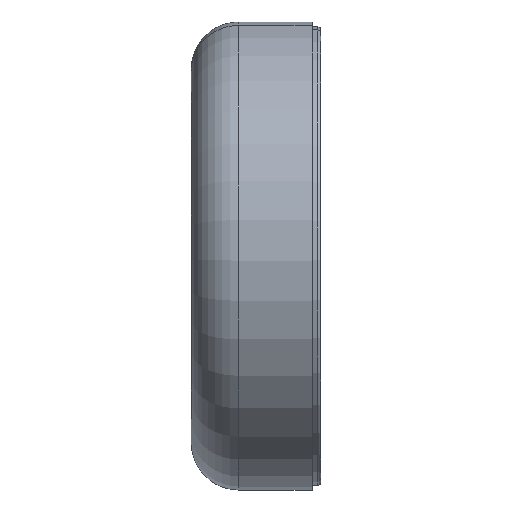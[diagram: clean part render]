
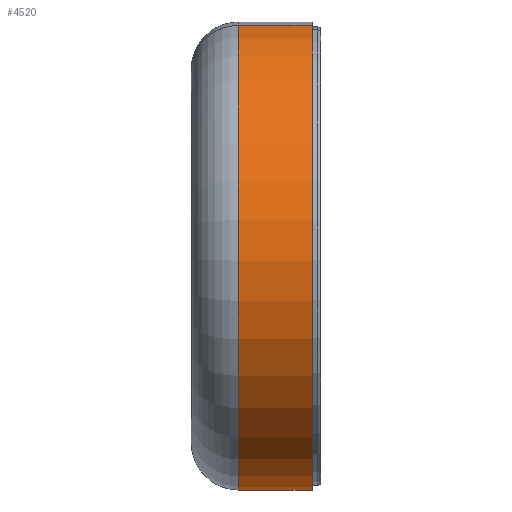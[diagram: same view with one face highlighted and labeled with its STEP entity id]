
A CAD part, left-side view. The second image highlights one B-rep face of the part: STEP entity #4520.
In plain terms, the highlighted cylindrical face has radius 50 mm (diameter 100 mm), a partial arc.
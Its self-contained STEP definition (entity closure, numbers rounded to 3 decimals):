
#235 = DIRECTION ( 'NONE',  ( 0., -1., 0. ) ) ;
#306 = CYLINDRICAL_SURFACE ( 'NONE', #2655, 50. ) ;
#803 = VECTOR ( 'NONE', #235, 1000. ) ;
#885 = CARTESIAN_POINT ( 'NONE',  ( -75., 35., 5. ) ) ;
#923 = ORIENTED_EDGE ( 'NONE', *, *, #3586, .F. ) ;
#1009 = VERTEX_POINT ( 'NONE', #2474 ) ;
#1045 = DIRECTION ( 'NONE',  ( 0., -1., 0. ) ) ;
#1213 = EDGE_CURVE ( 'NONE', #3920, #4231, #2110, .T. ) ;
#1294 = CARTESIAN_POINT ( 'NONE',  ( -75., 19.3, 5. ) ) ;
#1329 = CARTESIAN_POINT ( 'NONE',  ( -75., 35., -45. ) ) ;
#1583 = DIRECTION ( 'NONE',  ( 0., -1., 0. ) ) ;
#1630 = VECTOR ( 'NONE', #2205, 1000. ) ;
#1844 = ORIENTED_EDGE ( 'NONE', *, *, #1213, .T. ) ;
#1846 = CARTESIAN_POINT ( 'NONE',  ( -85.906, 45., 53.796 ) ) ;
#2110 = CIRCLE ( 'NONE', #3761, 50. ) ;
#2205 = DIRECTION ( 'NONE',  ( 0., -1., 0. ) ) ;
#2418 = LINE ( 'NONE', #3839, #803 ) ;
#2474 = CARTESIAN_POINT ( 'NONE',  ( -85.906, 19.3, 53.796 ) ) ;
#2655 = AXIS2_PLACEMENT_3D ( 'NONE', #3866, #1045, #3214 ) ;
#2745 = AXIS2_PLACEMENT_3D ( 'NONE', #1294, #2971, #3374 ) ;
#2945 = VERTEX_POINT ( 'NONE', #4623 ) ;
#2971 = DIRECTION ( 'NONE',  ( 0., -1., 0. ) ) ;
#3042 = ORIENTED_EDGE ( 'NONE', *, *, #3733, .T. ) ;
#3214 = DIRECTION ( 'NONE',  ( 0., 0., -1. ) ) ;
#3295 = EDGE_CURVE ( 'NONE', #3920, #1009, #3976, .T. ) ;
#3374 = DIRECTION ( 'NONE',  ( -0.218, 0., 0.976 ) ) ;
#3522 = FACE_OUTER_BOUND ( 'NONE', #3771, .T. ) ;
#3586 = EDGE_CURVE ( 'NONE', #1009, #2945, #4154, .T. ) ;
#3733 = EDGE_CURVE ( 'NONE', #4231, #2945, #2418, .T. ) ;
#3761 = AXIS2_PLACEMENT_3D ( 'NONE', #885, #1583, #3779 ) ;
#3771 = EDGE_LOOP ( 'NONE', ( #923, #4104, #1844, #3042 ) ) ;
#3779 = DIRECTION ( 'NONE',  ( 0., 0., 1. ) ) ;
#3839 = CARTESIAN_POINT ( 'NONE',  ( -75., 45., -45. ) ) ;
#3866 = CARTESIAN_POINT ( 'NONE',  ( -75., 45., 5. ) ) ;
#3920 = VERTEX_POINT ( 'NONE', #4335 ) ;
#3976 = LINE ( 'NONE', #1846, #1630 ) ;
#4104 = ORIENTED_EDGE ( 'NONE', *, *, #3295, .F. ) ;
#4154 = CIRCLE ( 'NONE', #2745, 50. ) ;
#4231 = VERTEX_POINT ( 'NONE', #1329 ) ;
#4335 = CARTESIAN_POINT ( 'NONE',  ( -85.906, 35., 53.796 ) ) ;
#4520 = ADVANCED_FACE ( 'NONE', ( #3522 ), #306, .T. ) ;
#4623 = CARTESIAN_POINT ( 'NONE',  ( -75., 19.3, -45. ) ) ;
